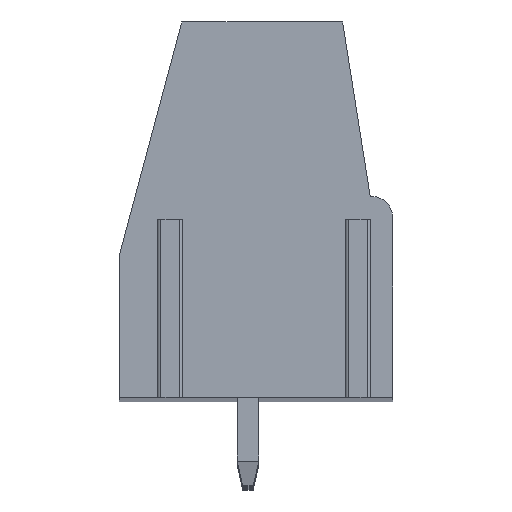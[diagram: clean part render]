
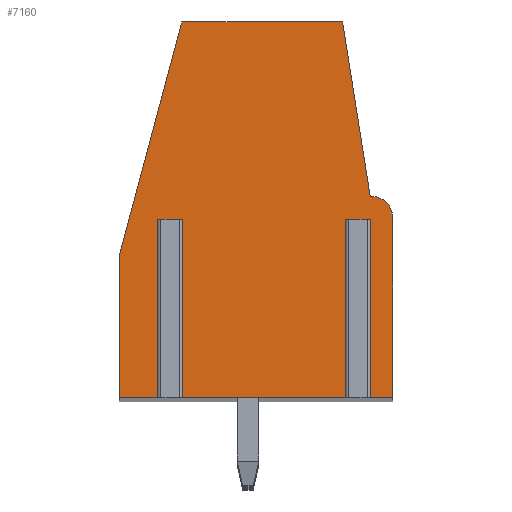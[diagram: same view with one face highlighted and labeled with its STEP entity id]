
A CAD part, top view. The second image highlights one B-rep face of the part: STEP entity #7160.
In plain terms, the highlighted planar face has unit normal (0, 0, 1).
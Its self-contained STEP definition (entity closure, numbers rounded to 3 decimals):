
#1086=DIRECTION('',(1.,0.,0.));
#1087=VECTOR('',#1086,0.57);
#1088=CARTESIAN_POINT('',(-3.485,-0.35,2.5));
#1089=LINE('',#1088,#1087);
#1090=DIRECTION('',(0.,1.,0.));
#1091=VECTOR('',#1090,6.65);
#1092=CARTESIAN_POINT('',(-3.485,-7.,2.5));
#1093=LINE('',#1092,#1091);
#1094=DIRECTION('',(1.,0.,0.));
#1095=VECTOR('',#1094,1.615);
#1096=CARTESIAN_POINT('',(-5.1,-7.,2.5));
#1097=LINE('',#1096,#1095);
#1098=DIRECTION('',(0.,-1.,0.));
#1099=VECTOR('',#1098,5.3);
#1100=CARTESIAN_POINT('',(-5.1,-1.7,2.5));
#1101=LINE('',#1100,#1099);
#1102=DIRECTION('',(-0.259,-0.966,0.));
#1103=VECTOR('',#1102,9.007);
#1104=CARTESIAN_POINT('',(-2.769,7.,2.5));
#1105=LINE('',#1104,#1103);
#1106=DIRECTION('',(-1.,0.,0.));
#1107=VECTOR('',#1106,6.);
#1108=CARTESIAN_POINT('',(3.231,7.,2.5));
#1109=LINE('',#1108,#1107);
#1110=DIRECTION('',(-0.156,0.988,0.));
#1111=VECTOR('',#1110,6.581);
#1112=CARTESIAN_POINT('',(4.261,0.5,2.5));
#1113=LINE('',#1112,#1111);
#1114=DIRECTION('',(-1.,0.,0.));
#1115=VECTOR('',#1114,0.039);
#1116=CARTESIAN_POINT('',(4.3,0.5,2.5));
#1117=LINE('',#1116,#1115);
#1118=CARTESIAN_POINT('',(4.3,-0.3,2.5));
#1119=DIRECTION('',(0.,0.,1.));
#1120=DIRECTION('',(1.,0.,0.));
#1121=AXIS2_PLACEMENT_3D('',#1118,#1119,#1120);
#1123=DIRECTION('',(0.,1.,0.));
#1124=VECTOR('',#1123,6.7);
#1125=CARTESIAN_POINT('',(5.1,-7.,2.5));
#1126=LINE('',#1125,#1124);
#1127=DIRECTION('',(1.,0.,0.));
#1128=VECTOR('',#1127,1.015);
#1129=CARTESIAN_POINT('',(4.085,-7.,2.5));
#1130=LINE('',#1129,#1128);
#1131=DIRECTION('',(0.,1.,0.));
#1132=VECTOR('',#1131,6.65);
#1133=CARTESIAN_POINT('',(4.085,-7.,2.5));
#1134=LINE('',#1133,#1132);
#1135=DIRECTION('',(1.,0.,0.));
#1136=VECTOR('',#1135,0.57);
#1137=CARTESIAN_POINT('',(3.515,-0.35,2.5));
#1138=LINE('',#1137,#1136);
#1139=DIRECTION('',(0.,1.,0.));
#1140=VECTOR('',#1139,6.65);
#1141=CARTESIAN_POINT('',(3.515,-7.,2.5));
#1142=LINE('',#1141,#1140);
#1143=DIRECTION('',(1.,0.,0.));
#1144=VECTOR('',#1143,6.43);
#1145=CARTESIAN_POINT('',(-2.915,-7.,2.5));
#1146=LINE('',#1145,#1144);
#1147=DIRECTION('',(0.,1.,0.));
#1148=VECTOR('',#1147,6.65);
#1149=CARTESIAN_POINT('',(-2.915,-7.,2.5));
#1150=LINE('',#1149,#1148);
#4807=CARTESIAN_POINT('',(-2.769,7.,2.5));
#4808=CARTESIAN_POINT('',(-5.1,-1.7,2.5));
#4809=VERTEX_POINT('',#4807);
#4810=VERTEX_POINT('',#4808);
#4811=CARTESIAN_POINT('',(-5.1,-7.,2.5));
#4812=VERTEX_POINT('',#4811);
#4813=CARTESIAN_POINT('',(5.1,-7.,2.5));
#4814=CARTESIAN_POINT('',(5.1,-0.3,2.5));
#4815=VERTEX_POINT('',#4813);
#4816=VERTEX_POINT('',#4814);
#4817=CARTESIAN_POINT('',(4.3,0.5,2.5));
#4818=VERTEX_POINT('',#4817);
#4819=CARTESIAN_POINT('',(4.261,0.5,2.5));
#4820=VERTEX_POINT('',#4819);
#4821=CARTESIAN_POINT('',(3.231,7.,2.5));
#4822=VERTEX_POINT('',#4821);
#4903=CARTESIAN_POINT('',(-3.485,-0.35,2.5));
#4904=CARTESIAN_POINT('',(-2.915,-0.35,2.5));
#4905=VERTEX_POINT('',#4903);
#4906=VERTEX_POINT('',#4904);
#4907=CARTESIAN_POINT('',(3.515,-0.35,2.5));
#4908=CARTESIAN_POINT('',(4.085,-0.35,2.5));
#4909=VERTEX_POINT('',#4907);
#4910=VERTEX_POINT('',#4908);
#4911=CARTESIAN_POINT('',(-2.915,-7.,2.5));
#4912=VERTEX_POINT('',#4911);
#4913=CARTESIAN_POINT('',(-3.485,-7.,2.5));
#4914=VERTEX_POINT('',#4913);
#4915=CARTESIAN_POINT('',(4.085,-7.,2.5));
#4916=VERTEX_POINT('',#4915);
#4917=CARTESIAN_POINT('',(3.515,-7.,2.5));
#4918=VERTEX_POINT('',#4917);
#7131=CARTESIAN_POINT('',(0.,0.,2.5));
#7132=DIRECTION('',(0.,0.,1.));
#7133=DIRECTION('',(1.,0.,0.));
#7134=AXIS2_PLACEMENT_3D('',#7131,#7132,#7133);
#7135=PLANE('',#7134);
#7137=ORIENTED_EDGE('',*,*,#7136,.F.);
#7139=ORIENTED_EDGE('',*,*,#7138,.F.);
#7140=ORIENTED_EDGE('',*,*,#6393,.F.);
#7141=ORIENTED_EDGE('',*,*,#6754,.F.);
#7142=ORIENTED_EDGE('',*,*,#6768,.F.);
#7143=ORIENTED_EDGE('',*,*,#6782,.F.);
#7144=ORIENTED_EDGE('',*,*,#6904,.F.);
#7145=ORIENTED_EDGE('',*,*,#6918,.F.);
#7146=ORIENTED_EDGE('',*,*,#6932,.F.);
#7147=ORIENTED_EDGE('',*,*,#6945,.F.);
#7148=ORIENTED_EDGE('',*,*,#6417,.F.);
#7150=ORIENTED_EDGE('',*,*,#7149,.T.);
#7152=ORIENTED_EDGE('',*,*,#7151,.F.);
#7154=ORIENTED_EDGE('',*,*,#7153,.F.);
#7155=ORIENTED_EDGE('',*,*,#6405,.F.);
#7157=ORIENTED_EDGE('',*,*,#7156,.T.);
#7158=EDGE_LOOP('',(#7137,#7139,#7140,#7141,#7142,#7143,#7144,#7145,#7146,#7147,
#7148,#7150,#7152,#7154,#7155,#7157));
#7159=FACE_OUTER_BOUND('',#7158,.F.);
#1122=CIRCLE('',#1121,0.8);
#6393=EDGE_CURVE('',#4812,#4914,#1097,.T.);
#6405=EDGE_CURVE('',#4912,#4918,#1146,.T.);
#6417=EDGE_CURVE('',#4916,#4815,#1130,.T.);
#6754=EDGE_CURVE('',#4810,#4812,#1101,.T.);
#6768=EDGE_CURVE('',#4809,#4810,#1105,.T.);
#6782=EDGE_CURVE('',#4822,#4809,#1109,.T.);
#6904=EDGE_CURVE('',#4820,#4822,#1113,.T.);
#6918=EDGE_CURVE('',#4818,#4820,#1117,.T.);
#6932=EDGE_CURVE('',#4816,#4818,#1122,.T.);
#6945=EDGE_CURVE('',#4815,#4816,#1126,.T.);
#7136=EDGE_CURVE('',#4905,#4906,#1089,.T.);
#7138=EDGE_CURVE('',#4914,#4905,#1093,.T.);
#7149=EDGE_CURVE('',#4916,#4910,#1134,.T.);
#7151=EDGE_CURVE('',#4909,#4910,#1138,.T.);
#7153=EDGE_CURVE('',#4918,#4909,#1142,.T.);
#7156=EDGE_CURVE('',#4912,#4906,#1150,.T.);
#7160=ADVANCED_FACE('',(#7159),#7135,.T.);
